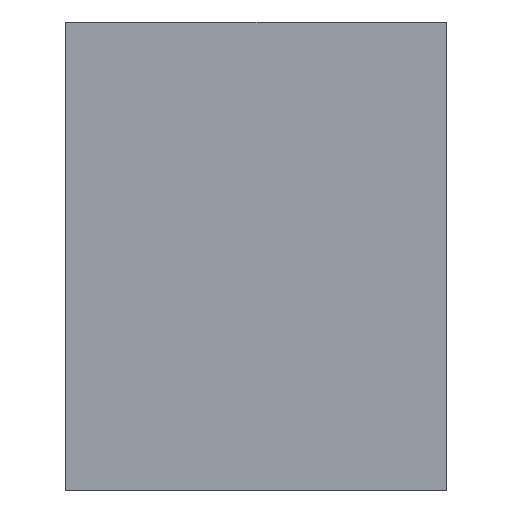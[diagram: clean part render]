
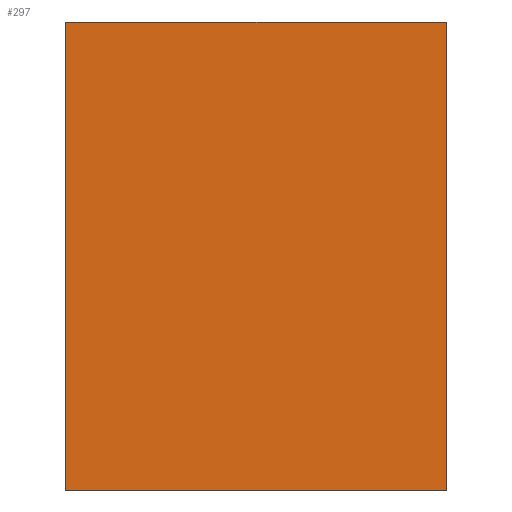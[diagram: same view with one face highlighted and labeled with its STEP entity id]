
A CAD part, left-side view. The second image highlights one B-rep face of the part: STEP entity #297.
In plain terms, the highlighted planar face has unit normal (-1, 0, 0).
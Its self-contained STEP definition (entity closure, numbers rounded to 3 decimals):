
#89 = ORIENTED_EDGE ( 'NONE', *, *, #2920, .F. ) ;
#118 = EDGE_CURVE ( 'NONE', #2400, #903, #581, .T. ) ;
#240 = CARTESIAN_POINT ( 'NONE',  ( -1.6, -0.651, -0.8 ) ) ;
#285 = CARTESIAN_POINT ( 'NONE',  ( -1.6, -0.651, 0.8 ) ) ;
#297 = ADVANCED_FACE ( 'NONE', ( #2825 ), #2489, .F. ) ;
#473 = DIRECTION ( 'NONE',  ( 0., 0., 1. ) ) ;
#581 = LINE ( 'NONE', #1324, #2010 ) ;
#612 = EDGE_CURVE ( 'NONE', #903, #2067, #3416, .T. ) ;
#880 = CARTESIAN_POINT ( 'NONE',  ( -1.6, 0., 0. ) ) ;
#903 = VERTEX_POINT ( 'NONE', #2334 ) ;
#1007 = CARTESIAN_POINT ( 'NONE',  ( -1.6, 0.651, -0.8 ) ) ;
#1042 = VECTOR ( 'NONE', #1799, 1000. ) ;
#1095 = EDGE_LOOP ( 'NONE', ( #2369, #2981, #1914, #89 ) ) ;
#1118 = VECTOR ( 'NONE', #473, 1000. ) ;
#1142 = DIRECTION ( 'NONE',  ( 1., 0., 0. ) ) ;
#1148 = LINE ( 'NONE', #1245, #1042 ) ;
#1245 = CARTESIAN_POINT ( 'NONE',  ( -1.6, -0.651, 0.8 ) ) ;
#1324 = CARTESIAN_POINT ( 'NONE',  ( -1.6, -0.651, 0.8 ) ) ;
#1427 = DIRECTION ( 'NONE',  ( 0., 0., -1. ) ) ;
#1590 = LINE ( 'NONE', #1602, #1118 ) ;
#1602 = CARTESIAN_POINT ( 'NONE',  ( -1.6, 0.651, 0.8 ) ) ;
#1799 = DIRECTION ( 'NONE',  ( 0., -1., 0. ) ) ;
#1879 = VECTOR ( 'NONE', #3452, 1000. ) ;
#1906 = EDGE_CURVE ( 'NONE', #1962, #2400, #1148, .T. ) ;
#1914 = ORIENTED_EDGE ( 'NONE', *, *, #1906, .F. ) ;
#1962 = VERTEX_POINT ( 'NONE', #3467 ) ;
#2010 = VECTOR ( 'NONE', #1427, 1000. ) ;
#2067 = VERTEX_POINT ( 'NONE', #1007 ) ;
#2334 = CARTESIAN_POINT ( 'NONE',  ( -1.6, -0.651, -0.8 ) ) ;
#2369 = ORIENTED_EDGE ( 'NONE', *, *, #612, .F. ) ;
#2400 = VERTEX_POINT ( 'NONE', #285 ) ;
#2489 = PLANE ( 'NONE',  #3025 ) ;
#2778 = DIRECTION ( 'NONE',  ( 0., 0., 1. ) ) ;
#2825 = FACE_OUTER_BOUND ( 'NONE', #1095, .T. ) ;
#2920 = EDGE_CURVE ( 'NONE', #2067, #1962, #1590, .T. ) ;
#2981 = ORIENTED_EDGE ( 'NONE', *, *, #118, .F. ) ;
#3025 = AXIS2_PLACEMENT_3D ( 'NONE', #880, #1142, #2778 ) ;
#3416 = LINE ( 'NONE', #240, #1879 ) ;
#3452 = DIRECTION ( 'NONE',  ( 0., 1., 0. ) ) ;
#3467 = CARTESIAN_POINT ( 'NONE',  ( -1.6, 0.651, 0.8 ) ) ;
